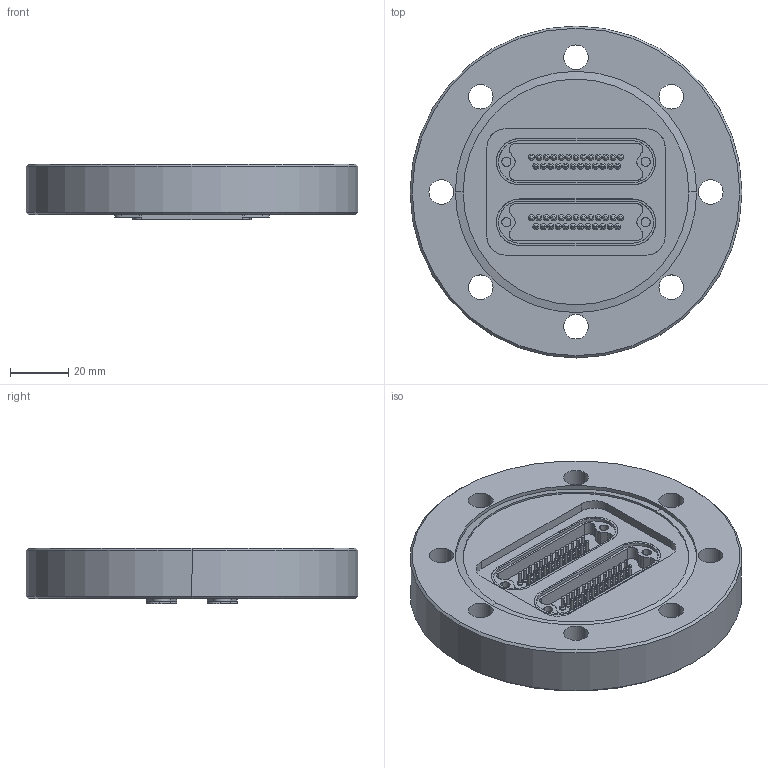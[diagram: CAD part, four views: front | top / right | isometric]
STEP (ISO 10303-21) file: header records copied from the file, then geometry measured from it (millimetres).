
FILE_DESCRIPTION (( 'STEP AP203' ), '1' );
FILE_NAME ('A2565-1-CF.STEP', '2013-04-12T12:23:44', ( '' ), ( '' ), 'SwSTEP 2.0', 'SolidWorks 2012', '' );
FILE_SCHEMA (( 'CONFIG_CONTROL_DESIGN' ));
Length unit declared in the file: inch
Products named in the file (1): A2565-1-CF
Bounding box: 113.54 x 113.54 x 19.13 mm (x, y, z)
Volume: 143584.2 mm3; surface area: 41109.1 mm2
Topology: 1 solids, 1 shells, 948 faces, 3069 edges, 2049 vertices
Faces by surface type: cylinder 502, bspline 348, plane 92, cone 6
Entity records: 44763 total; most frequent: CARTESIAN_POINT 19827, ORIENTED_EDGE 5738, DIRECTION 4836, EDGE_CURVE 2869, AXIS2_PLACEMENT_3D 2072, VERTEX_POINT 2049, CIRCLE 1471, EDGE_LOOP 1090
